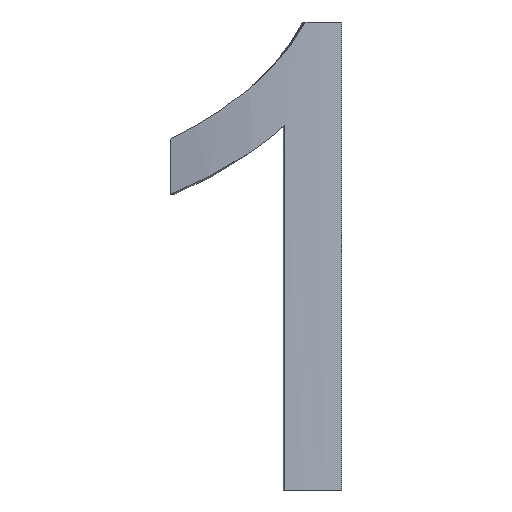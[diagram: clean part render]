
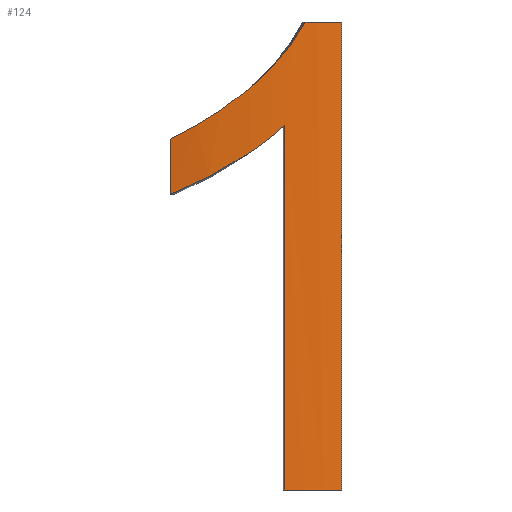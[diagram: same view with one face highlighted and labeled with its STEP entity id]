
A CAD part, front view. The second image highlights one B-rep face of the part: STEP entity #124.
In plain terms, the highlighted cylindrical face has radius 4 mm (diameter 8 mm), a partial arc.
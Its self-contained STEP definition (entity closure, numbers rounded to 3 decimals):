
#27=CARTESIAN_POINT('',(-0.,0.,25.));
#28=DIRECTION('',(0.,0.,-1.));
#29=DIRECTION('',(-1.,0.,0.));
#30=AXIS2_PLACEMENT_3D('',#27,#28,#29);
#31=CYLINDRICAL_SURFACE('',#30,4.);
#32=CARTESIAN_POINT('',(-0.736,-3.932,13.029));
#33=VERTEX_POINT('',#32);
#34=CARTESIAN_POINT('',(0.245,-3.992,13.621));
#35=VERTEX_POINT('',#34);
#36=CARTESIAN_POINT('',(-0.736,-3.932,13.029));
#37=CARTESIAN_POINT('',(-0.584,-3.96,13.085));
#38=CARTESIAN_POINT('',(-0.412,-3.983,13.169));
#39=CARTESIAN_POINT('',(-0.221,-3.994,13.282));
#40=CARTESIAN_POINT('',(-0.029,-4.004,13.394));
#41=CARTESIAN_POINT('',(0.126,-4.,13.507));
#42=CARTESIAN_POINT('',(0.245,-3.992,13.621));
#43=B_SPLINE_CURVE_WITH_KNOTS('',3,(#36,#37,#38,#39,#40,#41,#42),.UNSPECIFIED.,.F.,.F.,(4,3,4),(0.,0.5,1.),.UNSPECIFIED.);
#44=EDGE_CURVE('',#33,#35,#43,.T.);
#45=ORIENTED_EDGE('',*,*,#44,.T.);
#46=CARTESIAN_POINT('',(0.245,-3.992,10.493));
#47=VERTEX_POINT('',#46);
#48=CARTESIAN_POINT('',(0.245,-3.992,13.621));
#49=DIRECTION('',(0.,0.,-1.));
#50=VECTOR('',#49,3.127);
#51=LINE('',#48,#50);
#52=EDGE_CURVE('',#35,#47,#51,.T.);
#53=ORIENTED_EDGE('',*,*,#52,.T.);
#54=CARTESIAN_POINT('',(0.736,-3.932,10.493));
#55=VERTEX_POINT('',#54);
#56=CARTESIAN_POINT('',(-0.,0.,10.493));
#57=DIRECTION('',(-0.,-0.,1.));
#58=DIRECTION('',(-1.,0.,0.));
#59=AXIS2_PLACEMENT_3D('',#56,#57,#58);
#60=CIRCLE('',#59,4.);
#61=EDGE_CURVE('',#47,#55,#60,.T.);
#62=ORIENTED_EDGE('',*,*,#61,.T.);
#63=CARTESIAN_POINT('',(0.736,-3.932,14.507));
#64=VERTEX_POINT('',#63);
#65=CARTESIAN_POINT('',(0.736,-3.932,10.493));
#66=DIRECTION('',(-0.,-0.,1.));
#67=VECTOR('',#66,4.014);
#68=LINE('',#65,#67);
#69=EDGE_CURVE('',#55,#64,#68,.T.);
#70=ORIENTED_EDGE('',*,*,#69,.T.);
#71=CARTESIAN_POINT('',(0.42,-3.978,14.507));
#72=VERTEX_POINT('',#71);
#73=CARTESIAN_POINT('',(-0.,0.,14.507));
#74=DIRECTION('',(0.,0.,-1.));
#75=DIRECTION('',(-1.,0.,0.));
#76=AXIS2_PLACEMENT_3D('',#73,#74,#75);
#77=CIRCLE('',#76,4.);
#78=EDGE_CURVE('',#64,#72,#77,.T.);
#79=ORIENTED_EDGE('',*,*,#78,.T.);
#80=CARTESIAN_POINT('',(-0.736,-3.932,13.503));
#81=VERTEX_POINT('',#80);
#82=CARTESIAN_POINT('',(0.42,-3.978,14.507));
#83=CARTESIAN_POINT('',(0.368,-3.983,14.403));
#84=CARTESIAN_POINT('',(0.295,-3.99,14.296));
#85=CARTESIAN_POINT('',(0.199,-3.995,14.187));
#86=CARTESIAN_POINT('',(0.193,-3.995,14.181));
#87=CARTESIAN_POINT('',(0.189,-3.996,14.176));
#88=CARTESIAN_POINT('',(0.183,-3.996,14.17));
#89=CARTESIAN_POINT('',(0.178,-3.996,14.164));
#90=CARTESIAN_POINT('',(0.173,-3.996,14.158));
#91=CARTESIAN_POINT('',(0.167,-3.996,14.152));
#92=CARTESIAN_POINT('',(0.157,-3.997,14.141));
#93=CARTESIAN_POINT('',(0.146,-3.997,14.129));
#94=CARTESIAN_POINT('',(0.134,-3.998,14.117));
#95=CARTESIAN_POINT('',(0.112,-3.999,14.094));
#96=CARTESIAN_POINT('',(0.088,-3.999,14.07));
#97=CARTESIAN_POINT('',(0.064,-3.999,14.047));
#98=CARTESIAN_POINT('',(0.039,-4.,14.023));
#99=CARTESIAN_POINT('',(0.016,-4.,14.001));
#100=CARTESIAN_POINT('',(-0.009,-4.,13.979));
#101=CARTESIAN_POINT('',(-0.033,-4.,13.958));
#102=CARTESIAN_POINT('',(-0.057,-4.,13.936));
#103=CARTESIAN_POINT('',(-0.082,-3.999,13.916));
#104=CARTESIAN_POINT('',(-0.131,-3.998,13.875));
#105=CARTESIAN_POINT('',(-0.179,-3.996,13.837));
#106=CARTESIAN_POINT('',(-0.231,-3.993,13.8));
#107=CARTESIAN_POINT('',(-0.282,-3.99,13.762));
#108=CARTESIAN_POINT('',(-0.335,-3.986,13.727));
#109=CARTESIAN_POINT('',(-0.39,-3.981,13.692));
#110=CARTESIAN_POINT('',(-0.499,-3.97,13.623));
#111=CARTESIAN_POINT('',(-0.615,-3.954,13.56));
#112=CARTESIAN_POINT('',(-0.736,-3.932,13.503));
#113=B_SPLINE_CURVE_WITH_KNOTS('',3,(#82,#83,#84,#85,#86,#87,#88,#89,#90,#91,#92,#93,#94,#95,#96,#97,#98,#99,#100,#101,#102,#103,#104,#105,#106,#107,
#108,#109,#110,#111,#112),.UNSPECIFIED.,.F.,.F.,(4,3,3,3,3,3,3,3,3,3,4),(0.,0.25,0.266,0.281,0.313,0.375,0.438,0.5,0.625,0.75,1.),.UNSPECIFIED.);
#114=EDGE_CURVE('',#72,#81,#113,.T.);
#115=ORIENTED_EDGE('',*,*,#114,.T.);
#116=CARTESIAN_POINT('',(-0.736,-3.932,13.503));
#117=DIRECTION('',(0.,0.,-1.));
#118=VECTOR('',#117,0.474);
#119=LINE('',#116,#118);
#120=EDGE_CURVE('',#81,#33,#119,.T.);
#121=ORIENTED_EDGE('',*,*,#120,.T.);
#122=EDGE_LOOP('',(#45,#53,#62,#70,#79,#115,#121));
#123=FACE_BOUND('',#122,.T.);
#124=ADVANCED_FACE('',(#123),#31,.T.);
